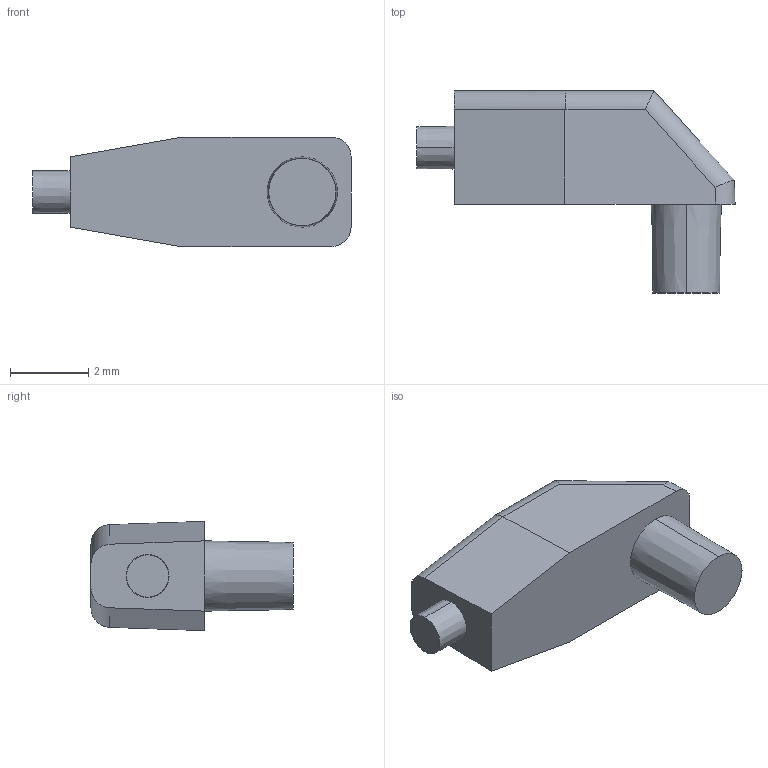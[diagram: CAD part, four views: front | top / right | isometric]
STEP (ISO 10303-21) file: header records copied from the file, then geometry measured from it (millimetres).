
FILE_DESCRIPTION(/* description */ (''),/* implementation_level */ '2;1');
FILE_NAME(/* name */ 'LG-4_CONCORD_0420.stp',/* time_stamp */ '2023-11-01T20:45:53+03:00',/* author */ (''),/* organization */ (''),/* preprocessor_version */ 'ST-DEVELOPER v16.7',/* originating_system */ 'SIEMENS PLM Software NX 12.0',/* authorisation */ '');
FILE_SCHEMA (('AUTOMOTIVE_DESIGN { 1 0 10303 214 3 1 1 1 }'));
Length unit declared in the file: millimetre
Products named in the file (1): LG-4_CONCORD_0420
Bounding box: 8.15 x 5.17 x 2.8 mm (x, y, z)
Volume: 51.4 mm3; surface area: 94.5 mm2
Topology: 1 solids, 1 shells, 23 faces, 55 edges, 36 vertices
Faces by surface type: plane 11, cylinder 8, cone 4
Entity records: 699 total; most frequent: CARTESIAN_POINT 127, DIRECTION 117, ORIENTED_EDGE 110, EDGE_CURVE 55, AXIS2_PLACEMENT_3D 42, VERTEX_POINT 36, LINE 33, VECTOR 33
